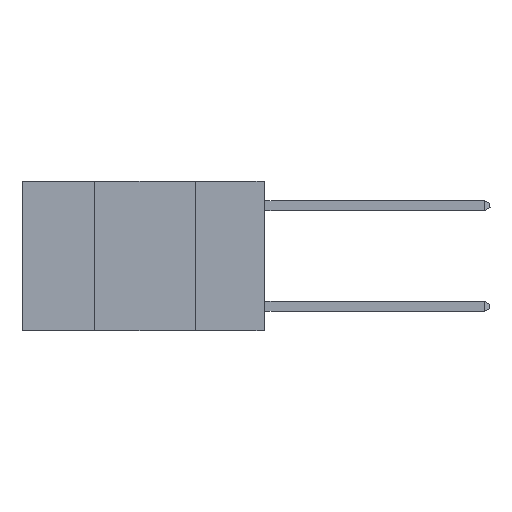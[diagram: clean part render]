
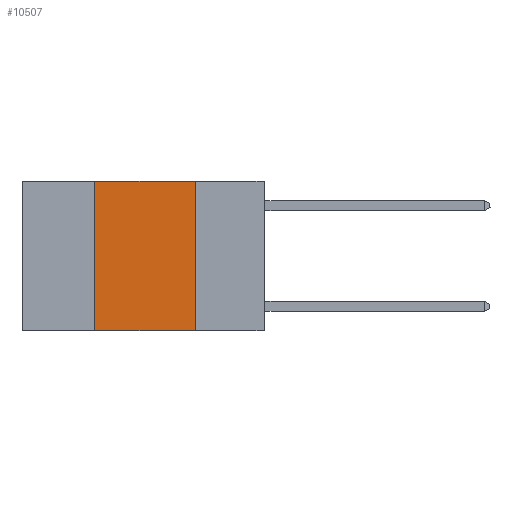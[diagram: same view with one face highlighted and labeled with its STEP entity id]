
A CAD part, left-side view. The second image highlights one B-rep face of the part: STEP entity #10507.
In plain terms, the highlighted planar face has unit normal (-1, 0, 0).
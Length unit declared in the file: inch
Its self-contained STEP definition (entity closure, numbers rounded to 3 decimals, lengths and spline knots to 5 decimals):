
#776 = EDGE_CURVE ( 'NONE', #12621, #13443, #6084, .T. ) ;
#823 = VECTOR ( 'NONE', #5881, 39.37008 ) ;
#1215 = ORIENTED_EDGE ( 'NONE', *, *, #1754, .F. ) ;
#1754 = EDGE_CURVE ( 'NONE', #7451, #12621, #11762, .T. ) ;
#1921 = CARTESIAN_POINT ( 'NONE',  ( 0., 0.42, 0. ) ) ;
#2883 = CARTESIAN_POINT ( 'NONE',  ( 0., 0.6, 0. ) ) ;
#2933 = VECTOR ( 'NONE', #15074, 39.37008 ) ;
#3278 = AXIS2_PLACEMENT_3D ( 'NONE', #5933, #13038, #5981 ) ;
#3607 = PLANE ( 'NONE',  #3278 ) ;
#3995 = LINE ( 'NONE', #5827, #823 ) ;
#4171 = VERTEX_POINT ( 'NONE', #13309 ) ;
#5496 = DIRECTION ( 'NONE',  ( 0., -1., 0. ) ) ;
#5652 = CARTESIAN_POINT ( 'NONE',  ( 0., 0.17, 0. ) ) ;
#5827 = CARTESIAN_POINT ( 'NONE',  ( 0., 0.6, -0.37 ) ) ;
#5881 = DIRECTION ( 'NONE',  ( 0., -1., 0. ) ) ;
#5933 = CARTESIAN_POINT ( 'NONE',  ( 0., 0.6, 0. ) ) ;
#5981 = DIRECTION ( 'NONE',  ( 0., 0., -1. ) ) ;
#6084 = LINE ( 'NONE', #5652, #2933 ) ;
#6466 = CARTESIAN_POINT ( 'NONE',  ( 0., 0.42, 0. ) ) ;
#7451 = VERTEX_POINT ( 'NONE', #1921 ) ;
#7509 = FACE_OUTER_BOUND ( 'NONE', #14810, .T. ) ;
#7646 = DIRECTION ( 'NONE',  ( 0., 0., 1. ) ) ;
#10248 = CARTESIAN_POINT ( 'NONE',  ( 0., 0.17, 0. ) ) ;
#10292 = ORIENTED_EDGE ( 'NONE', *, *, #776, .F. ) ;
#10473 = CARTESIAN_POINT ( 'NONE',  ( 0., 0.17, -0.37 ) ) ;
#10507 = ADVANCED_FACE ( 'NONE', ( #7509 ), #3607, .F. ) ;
#10653 = ORIENTED_EDGE ( 'NONE', *, *, #15110, .F. ) ;
#11459 = EDGE_CURVE ( 'NONE', #4171, #13443, #3995, .T. ) ;
#11502 = VECTOR ( 'NONE', #7646, 39.37008 ) ;
#11762 = LINE ( 'NONE', #2883, #12209 ) ;
#12209 = VECTOR ( 'NONE', #5496, 39.37008 ) ;
#12621 = VERTEX_POINT ( 'NONE', #10248 ) ;
#13038 = DIRECTION ( 'NONE',  ( 1., 0., 0. ) ) ;
#13309 = CARTESIAN_POINT ( 'NONE',  ( 0., 0.42, -0.37 ) ) ;
#13443 = VERTEX_POINT ( 'NONE', #10473 ) ;
#13773 = ORIENTED_EDGE ( 'NONE', *, *, #11459, .T. ) ;
#14641 = LINE ( 'NONE', #6466, #11502 ) ;
#14810 = EDGE_LOOP ( 'NONE', ( #10292, #1215, #10653, #13773 ) ) ;
#15074 = DIRECTION ( 'NONE',  ( 0., 0., -1. ) ) ;
#15110 = EDGE_CURVE ( 'NONE', #4171, #7451, #14641, .T. ) ;
